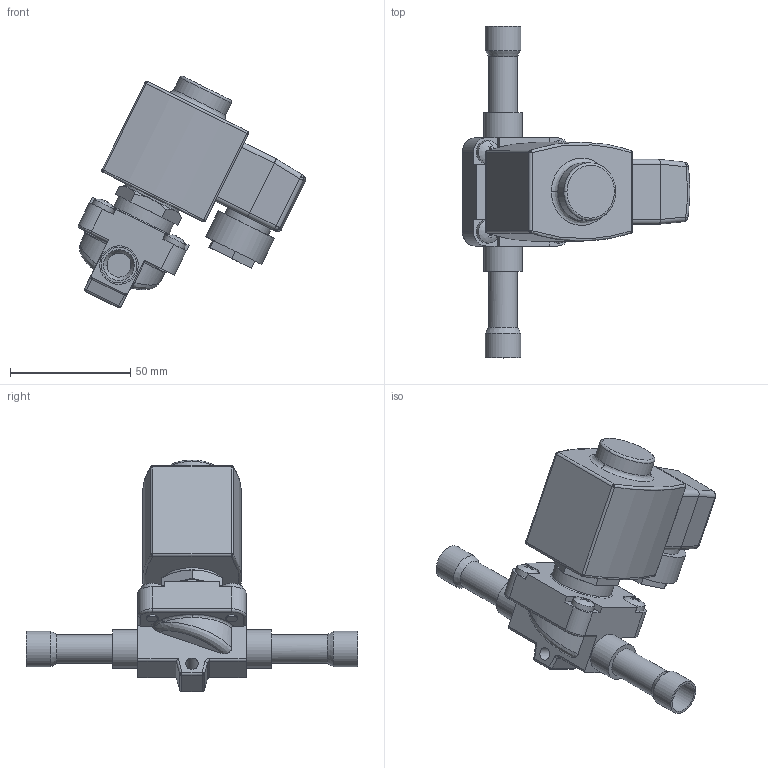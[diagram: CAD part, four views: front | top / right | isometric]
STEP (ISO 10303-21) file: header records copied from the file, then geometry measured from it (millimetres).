
FILE_DESCRIPTION(('TFLEX Exchange Step'),'2;1');
FILE_NAME('032L1217R.stp', '2023-01-16T16:18:01+03:00',('EXT0102'),('Unknown organisation'),'TFLEX Exchange 2022.1','T-FLEX CAD','Unknown authorisation');
FILE_SCHEMA( ('AUTOMOTIVE_DESIGN { 1 0 10303 214 1 1 1 1 }') );
Length unit declared in the file: millimetre
Products named in the file (1): Nodes
Bounding box: 94.58 x 138 x 96.32 mm (x, y, z)
Volume: 157975.8 mm3; surface area: 40312.8 mm2
Topology: 1 solids, 8 shells, 341 faces, 878 edges, 583 vertices
Faces by surface type: plane 148, cylinder 110, sphere 40, bspline 35, cone 7, torus 1
Full cylindrical faces by diameter (mm): 5 x8, 5.2 x1, 5.5 x4, 9.5 x4, 10 x3, 11.6 x1, 12 x4, 12.7 x1, 12.8 x2, 13.1 x1, 13.2 x1, 14.8 x2, 16 x2, 18 x1, 20 x2, 21 x1, 24 x1, 24.8 x1, 26 x2, 27 x1
Entity records: 14715 total; most frequent: CARTESIAN_POINT 6747, ORIENTED_EDGE 1756, DIRECTION 1513, EDGE_CURVE 878, VERTEX_POINT 583, AXIS2_PLACEMENT_3D 578, EDGE_LOOP 383, FACE_BOUND 383
